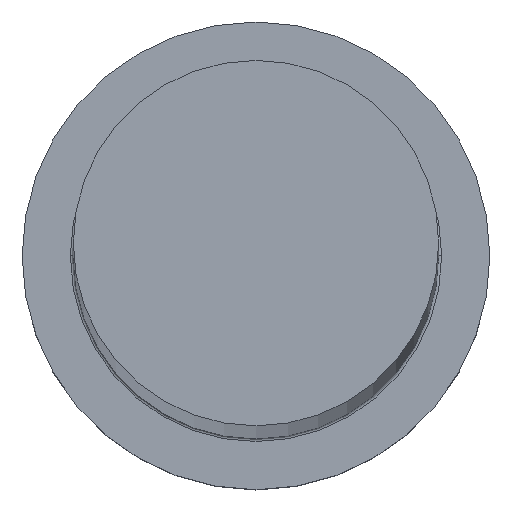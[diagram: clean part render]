
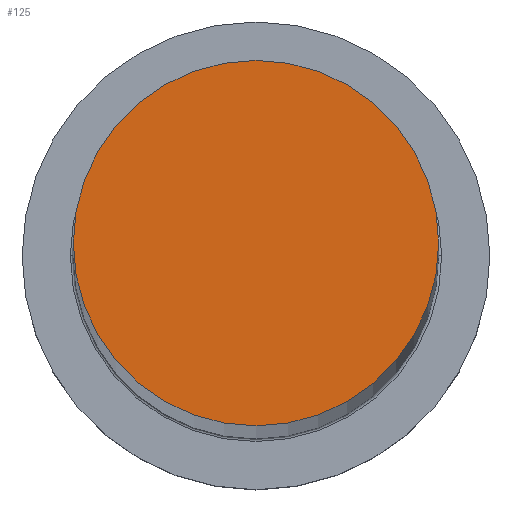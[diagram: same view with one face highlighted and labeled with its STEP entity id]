
A CAD part, top view. The second image highlights one B-rep face of the part: STEP entity #125.
In plain terms, the highlighted planar face has unit normal (0, 0, 1).
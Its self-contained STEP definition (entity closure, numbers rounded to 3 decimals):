
#18 = EDGE_CURVE ( 'NONE', #128, #108, #243, .T. ) ;
#39 = FACE_OUTER_BOUND ( 'NONE', #147, .T. ) ;
#62 = CARTESIAN_POINT ( 'NONE',  ( 0., 0., 510. ) ) ;
#69 = AXIS2_PLACEMENT_3D ( 'NONE', #267, #200, #247 ) ;
#76 = ORIENTED_EDGE ( 'NONE', *, *, #18, .T. ) ;
#98 = AXIS2_PLACEMENT_3D ( 'NONE', #257, #304, #208 ) ;
#108 = VERTEX_POINT ( 'NONE', #113 ) ;
#113 = CARTESIAN_POINT ( 'NONE',  ( 12.5, 0., 510. ) ) ;
#120 = EDGE_CURVE ( 'NONE', #108, #128, #234, .T. ) ;
#125 = ADVANCED_FACE ( 'NONE', ( #39 ), #134, .T. ) ;
#128 = VERTEX_POINT ( 'NONE', #161 ) ;
#134 = PLANE ( 'NONE',  #98 ) ;
#147 = EDGE_LOOP ( 'NONE', ( #76, #197 ) ) ;
#157 = DIRECTION ( 'NONE',  ( 0., 0., 1. ) ) ;
#161 = CARTESIAN_POINT ( 'NONE',  ( -12.5, 0., 510. ) ) ;
#169 = AXIS2_PLACEMENT_3D ( 'NONE', #62, #157, #235 ) ;
#197 = ORIENTED_EDGE ( 'NONE', *, *, #120, .T. ) ;
#200 = DIRECTION ( 'NONE',  ( 0., 0., 1. ) ) ;
#208 = DIRECTION ( 'NONE',  ( 1., 0., 0. ) ) ;
#234 = CIRCLE ( 'NONE', #169, 12.5 ) ;
#235 = DIRECTION ( 'NONE',  ( 1., 0., 0. ) ) ;
#243 = CIRCLE ( 'NONE', #69, 12.5 ) ;
#247 = DIRECTION ( 'NONE',  ( 1., 0., 0. ) ) ;
#257 = CARTESIAN_POINT ( 'NONE',  ( 0., 0., 510. ) ) ;
#267 = CARTESIAN_POINT ( 'NONE',  ( 0., 0., 510. ) ) ;
#304 = DIRECTION ( 'NONE',  ( 0., 0., 1. ) ) ;
